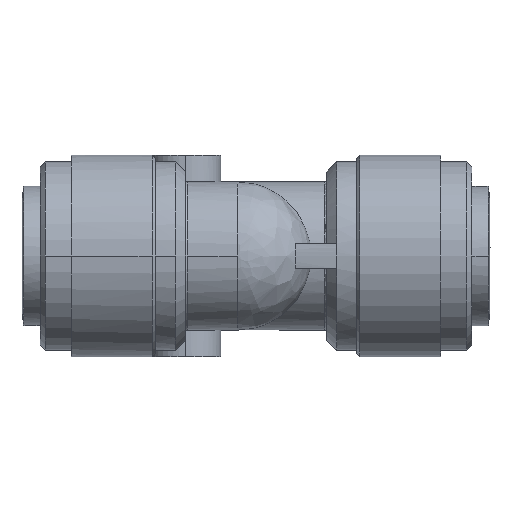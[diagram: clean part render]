
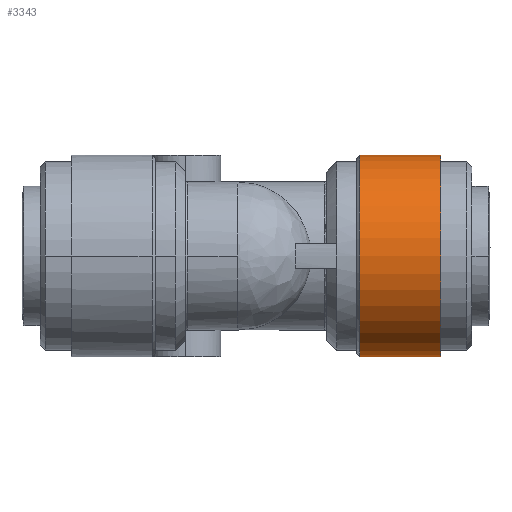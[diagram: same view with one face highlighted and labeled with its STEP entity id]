
A CAD part, left-side view. The second image highlights one B-rep face of the part: STEP entity #3343.
In plain terms, the highlighted cylindrical face has radius 10 mm (diameter 20 mm), a partial arc.
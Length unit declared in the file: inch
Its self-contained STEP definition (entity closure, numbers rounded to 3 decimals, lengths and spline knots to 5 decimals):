
#13 = ORIENTED_EDGE ( 'NONE', *, *, #2027, .F. ) ;
#37 = CARTESIAN_POINT ( 'NONE',  ( 0., 0.50787, 0.3937 ) ) ;
#198 = ORIENTED_EDGE ( 'NONE', *, *, #1748, .T. ) ;
#253 = DIRECTION ( 'NONE',  ( 0., -1., 0. ) ) ;
#389 = LINE ( 'NONE', #2390, #4975 ) ;
#475 = AXIS2_PLACEMENT_3D ( 'NONE', #961, #2077, #5393 ) ;
#540 = VERTEX_POINT ( 'NONE', #37 ) ;
#701 = ORIENTED_EDGE ( 'NONE', *, *, #6567, .T. ) ;
#709 = EDGE_LOOP ( 'NONE', ( #13, #4521, #198, #701 ) ) ;
#961 = CARTESIAN_POINT ( 'NONE',  ( 0., 0.35039, 0. ) ) ;
#1008 = CARTESIAN_POINT ( 'NONE',  ( 0., 0.19291, 0.3937 ) ) ;
#1169 = LINE ( 'NONE', #1307, #4124 ) ;
#1307 = CARTESIAN_POINT ( 'NONE',  ( 0., 0.35039, -0.3937 ) ) ;
#1311 = CIRCLE ( 'NONE', #1734, 0.3937 ) ;
#1734 = AXIS2_PLACEMENT_3D ( 'NONE', #5579, #2260, #6124 ) ;
#1748 = EDGE_CURVE ( 'NONE', #3897, #540, #389, .T. ) ;
#2027 = EDGE_CURVE ( 'NONE', #4938, #2088, #1169, .T. ) ;
#2077 = DIRECTION ( 'NONE',  ( 0., 1., 0. ) ) ;
#2082 = CARTESIAN_POINT ( 'NONE',  ( 0., 0.19291, -0.3937 ) ) ;
#2088 = VERTEX_POINT ( 'NONE', #5201 ) ;
#2166 = EDGE_CURVE ( 'NONE', #3897, #4938, #2291, .T. ) ;
#2260 = DIRECTION ( 'NONE',  ( 0., -1., 0. ) ) ;
#2291 = CIRCLE ( 'NONE', #6217, 0.3937 ) ;
#2390 = CARTESIAN_POINT ( 'NONE',  ( 0., 0.35039, 0.3937 ) ) ;
#3343 = ADVANCED_FACE ( 'NONE', ( #5226 ), #5056, .T. ) ;
#3594 = CARTESIAN_POINT ( 'NONE',  ( 0., 0.19291, 0. ) ) ;
#3897 = VERTEX_POINT ( 'NONE', #1008 ) ;
#4124 = VECTOR ( 'NONE', #4631, 39.37008 ) ;
#4154 = DIRECTION ( 'NONE',  ( 0., 0., 1. ) ) ;
#4521 = ORIENTED_EDGE ( 'NONE', *, *, #2166, .F. ) ;
#4598 = DIRECTION ( 'NONE',  ( 0., 1., 0. ) ) ;
#4631 = DIRECTION ( 'NONE',  ( 0., 1., 0. ) ) ;
#4938 = VERTEX_POINT ( 'NONE', #2082 ) ;
#4975 = VECTOR ( 'NONE', #4598, 39.37008 ) ;
#5056 = CYLINDRICAL_SURFACE ( 'NONE', #475, 0.3937 ) ;
#5201 = CARTESIAN_POINT ( 'NONE',  ( 0., 0.50787, -0.3937 ) ) ;
#5226 = FACE_OUTER_BOUND ( 'NONE', #709, .T. ) ;
#5393 = DIRECTION ( 'NONE',  ( 0., 0., 1. ) ) ;
#5579 = CARTESIAN_POINT ( 'NONE',  ( 0., 0.50787, 0. ) ) ;
#6124 = DIRECTION ( 'NONE',  ( 0., 0., 1. ) ) ;
#6217 = AXIS2_PLACEMENT_3D ( 'NONE', #3594, #253, #4154 ) ;
#6567 = EDGE_CURVE ( 'NONE', #540, #2088, #1311, .T. ) ;
